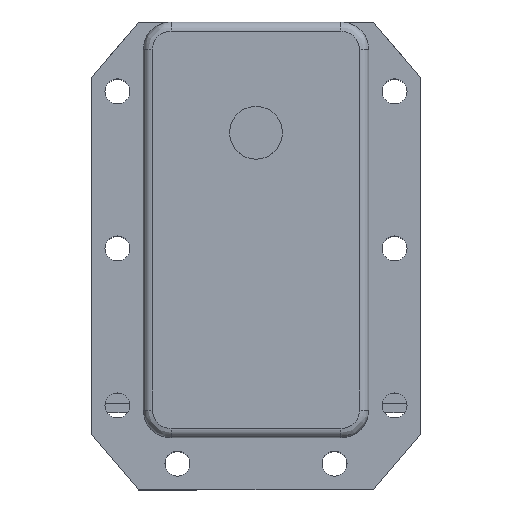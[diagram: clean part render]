
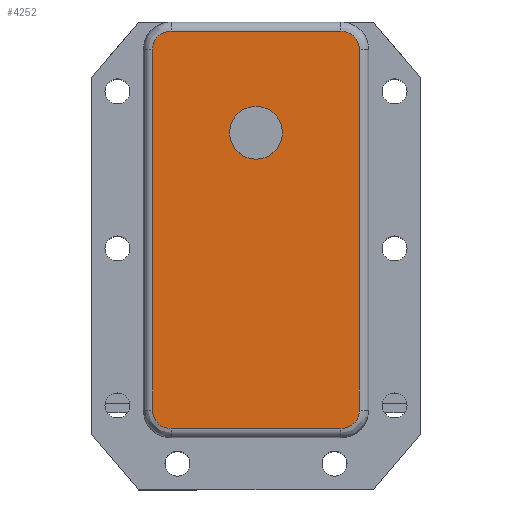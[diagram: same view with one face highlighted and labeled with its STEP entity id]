
A CAD part, top view. The second image highlights one B-rep face of the part: STEP entity #4252.
In plain terms, the highlighted planar face has unit normal (0, 0, 1).
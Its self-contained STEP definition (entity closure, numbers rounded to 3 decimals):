
#129 = CARTESIAN_POINT ( 'NONE',  ( -11.2, -30., 17.75 ) ) ;
#222 = VERTEX_POINT ( 'NONE', #2945 ) ;
#375 = CARTESIAN_POINT ( 'NONE',  ( -2.85, 0., 17.75 ) ) ;
#379 = CARTESIAN_POINT ( 'NONE',  ( -9.723, 10.948, 17.75 ) ) ;
#505 = ORIENTED_EDGE ( 'NONE', *, *, #833, .T. ) ;
#593 = VERTEX_POINT ( 'NONE', #7102 ) ;
#730 = CARTESIAN_POINT ( 'NONE',  ( 11.2, -30., 17.75 ) ) ;
#742 = CARTESIAN_POINT ( 'NONE',  ( -10.799, -31.229, 17.75 ) ) ;
#816 = CARTESIAN_POINT ( 'NONE',  ( 10.429, -31.599, 17.75 ) ) ;
#833 = EDGE_CURVE ( 'NONE', #3218, #1631, #1091, .T. ) ;
#1062 = CARTESIAN_POINT ( 'NONE',  ( -11.648, -32.86, 17.75 ) ) ;
#1091 = B_SPLINE_CURVE_WITH_KNOTS ( 'NONE', 3,
 ( #9451, #7671, #4974, #5805, #742, #10125, #3453, #6677, #7566, #4204 ),
 .UNSPECIFIED., .F., .F.,
 ( 4, 2, 2, 2, 4 ),
 ( 0., 0.25, 0.5, 0.75, 1. ),
 .UNSPECIFIED. ) ;
#1511 = CARTESIAN_POINT ( 'NONE',  ( 10.207, -31.748, 17.75 ) ) ;
#1583 = EDGE_CURVE ( 'NONE', #5514, #7801, #9603, .T. ) ;
#1631 = VERTEX_POINT ( 'NONE', #3043 ) ;
#1696 = ORIENTED_EDGE ( 'NONE', *, *, #7015, .T. ) ;
#1801 = CARTESIAN_POINT ( 'NONE',  ( -11.2, -10.5, 17.75 ) ) ;
#1826 = EDGE_CURVE ( 'NONE', #10211, #5514, #2748, .T. ) ;
#1891 = DIRECTION ( 'NONE',  ( 1., 0., 0. ) ) ;
#2045 = CIRCLE ( 'NONE', #5201, 2.85 ) ;
#2161 = EDGE_LOOP ( 'NONE', ( #5027, #8887, #4759, #8615, #1696, #3425, #505, #6410 ) ) ;
#2339 = DIRECTION ( 'NONE',  ( -1., 0., 0. ) ) ;
#2368 = CARTESIAN_POINT ( 'NONE',  ( 11.2, 9.262, 17.75 ) ) ;
#2369 = CARTESIAN_POINT ( 'NONE',  ( 9.462, -32., 17.75 ) ) ;
#2444 = CARTESIAN_POINT ( 'NONE',  ( 0., -32., 17.75 ) ) ;
#2480 = CARTESIAN_POINT ( 'NONE',  ( 10.799, -31.229, 17.75 ) ) ;
#2663 = DIRECTION ( 'NONE',  ( 0., -1., 0. ) ) ;
#2748 = B_SPLINE_CURVE_WITH_KNOTS ( 'NONE', 3,
 ( #4918, #2368, #6669, #3977, #3262, #8359, #7553, #9138, #9228, #4050 ),
 .UNSPECIFIED., .F., .F.,
 ( 4, 2, 2, 2, 4 ),
 ( 0., 0.25, 0.5, 0.75, 1. ),
 .UNSPECIFIED. ) ;
#2808 = LINE ( 'NONE', #2444, #4884 ) ;
#2931 = DIRECTION ( 'NONE',  ( 1., 0., 0. ) ) ;
#2945 = CARTESIAN_POINT ( 'NONE',  ( 2.85, 0., 17.75 ) ) ;
#3043 = CARTESIAN_POINT ( 'NONE',  ( -9.2, -32., 17.75 ) ) ;
#3218 = VERTEX_POINT ( 'NONE', #129 ) ;
#3225 = CARTESIAN_POINT ( 'NONE',  ( 11.2, 9., 17.75 ) ) ;
#3231 = DIRECTION ( 'NONE',  ( 1., 0., 0. ) ) ;
#3262 = CARTESIAN_POINT ( 'NONE',  ( 10.799, 10.229, 17.75 ) ) ;
#3409 = CARTESIAN_POINT ( 'NONE',  ( 9.2, 11., 17.75 ) ) ;
#3425 = ORIENTED_EDGE ( 'NONE', *, *, #3541, .T. ) ;
#3453 = CARTESIAN_POINT ( 'NONE',  ( -10.207, -31.747, 17.75 ) ) ;
#3541 = EDGE_CURVE ( 'NONE', #593, #3218, #6710, .T. ) ;
#3709 = VERTEX_POINT ( 'NONE', #8801 ) ;
#3715 = AXIS2_PLACEMENT_3D ( 'NONE', #1062, #7005, #1891 ) ;
#3743 = CARTESIAN_POINT ( 'NONE',  ( 11.2, -30., 17.75 ) ) ;
#3789 = VERTEX_POINT ( 'NONE', #3743 ) ;
#3977 = CARTESIAN_POINT ( 'NONE',  ( 10.948, 10.007, 17.75 ) ) ;
#4050 = CARTESIAN_POINT ( 'NONE',  ( 9.2, 11., 17.75 ) ) ;
#4147 = CARTESIAN_POINT ( 'NONE',  ( 11.2, -30.263, 17.75 ) ) ;
#4204 = CARTESIAN_POINT ( 'NONE',  ( -9.2, -32., 17.75 ) ) ;
#4252 = ADVANCED_FACE ( 'NONE', ( #11068, #8786 ), #6108, .T. ) ;
#4373 = CARTESIAN_POINT ( 'NONE',  ( 11.2, -10.5, 17.75 ) ) ;
#4543 = CARTESIAN_POINT ( 'NONE',  ( 0., 0., 17.75 ) ) ;
#4554 = ORIENTED_EDGE ( 'NONE', *, *, #9961, .T. ) ;
#4601 = DIRECTION ( 'NONE',  ( 0., 0., -1. ) ) ;
#4617 = CARTESIAN_POINT ( 'NONE',  ( -10.799, 10.229, 17.75 ) ) ;
#4759 = ORIENTED_EDGE ( 'NONE', *, *, #1826, .T. ) ;
#4884 = VECTOR ( 'NONE', #3231, 1000. ) ;
#4891 = CARTESIAN_POINT ( 'NONE',  ( 9.2, -32., 17.75 ) ) ;
#4918 = CARTESIAN_POINT ( 'NONE',  ( 11.2, 9., 17.75 ) ) ;
#4974 = CARTESIAN_POINT ( 'NONE',  ( -11.148, -30.523, 17.75 ) ) ;
#5027 = ORIENTED_EDGE ( 'NONE', *, *, #10179, .T. ) ;
#5201 = AXIS2_PLACEMENT_3D ( 'NONE', #5336, #4601, #10650 ) ;
#5324 = DIRECTION ( 'NONE',  ( 0., 1., 0. ) ) ;
#5336 = CARTESIAN_POINT ( 'NONE',  ( 0., 0., 17.75 ) ) ;
#5466 = CARTESIAN_POINT ( 'NONE',  ( -9.2, 11., 17.75 ) ) ;
#5514 = VERTEX_POINT ( 'NONE', #3409 ) ;
#5580 = CARTESIAN_POINT ( 'NONE',  ( -9.462, 11., 17.75 ) ) ;
#5805 = CARTESIAN_POINT ( 'NONE',  ( -10.948, -31.007, 17.75 ) ) ;
#5835 = EDGE_LOOP ( 'NONE', ( #6106, #4554 ) ) ;
#5894 = EDGE_CURVE ( 'NONE', #3789, #10211, #10617, .T. ) ;
#6106 = ORIENTED_EDGE ( 'NONE', *, *, #8111, .T. ) ;
#6108 = PLANE ( 'NONE',  #3715 ) ;
#6322 = CARTESIAN_POINT ( 'NONE',  ( -11.2, 9., 17.75 ) ) ;
#6399 = CARTESIAN_POINT ( 'NONE',  ( -11.2, 9.263, 17.75 ) ) ;
#6410 = ORIENTED_EDGE ( 'NONE', *, *, #6900, .T. ) ;
#6532 = B_SPLINE_CURVE_WITH_KNOTS ( 'NONE', 3,
 ( #5466, #5580, #379, #9050, #7206, #4617, #7272, #10674, #6399, #6322 ),
 .UNSPECIFIED., .F., .F.,
 ( 4, 2, 2, 2, 4 ),
 ( 0., 0.25, 0.5, 0.75, 1. ),
 .UNSPECIFIED. ) ;
#6669 = CARTESIAN_POINT ( 'NONE',  ( 11.148, 9.523, 17.75 ) ) ;
#6677 = CARTESIAN_POINT ( 'NONE',  ( -9.723, -31.948, 17.75 ) ) ;
#6710 = LINE ( 'NONE', #1801, #11027 ) ;
#6900 = EDGE_CURVE ( 'NONE', #1631, #3709, #2808, .T. ) ;
#7005 = DIRECTION ( 'NONE',  ( 0., 0., 1. ) ) ;
#7015 = EDGE_CURVE ( 'NONE', #7801, #593, #6532, .T. ) ;
#7102 = CARTESIAN_POINT ( 'NONE',  ( -11.2, 9., 17.75 ) ) ;
#7206 = CARTESIAN_POINT ( 'NONE',  ( -10.429, 10.599, 17.75 ) ) ;
#7272 = CARTESIAN_POINT ( 'NONE',  ( -10.947, 10.007, 17.75 ) ) ;
#7428 = B_SPLINE_CURVE_WITH_KNOTS ( 'NONE', 3,
 ( #4891, #2369, #11010, #1511, #816, #2480, #8361, #10046, #4147, #730 ),
 .UNSPECIFIED., .F., .F.,
 ( 4, 2, 2, 2, 4 ),
 ( 0., 0.25, 0.5, 0.75, 1. ),
 .UNSPECIFIED. ) ;
#7429 = VECTOR ( 'NONE', #2339, 1000. ) ;
#7553 = CARTESIAN_POINT ( 'NONE',  ( 10.207, 10.747, 17.75 ) ) ;
#7566 = CARTESIAN_POINT ( 'NONE',  ( -9.463, -32., 17.75 ) ) ;
#7671 = CARTESIAN_POINT ( 'NONE',  ( -11.2, -30.262, 17.75 ) ) ;
#7801 = VERTEX_POINT ( 'NONE', #8730 ) ;
#7852 = CIRCLE ( 'NONE', #10428, 2.85 ) ;
#8037 = DIRECTION ( 'NONE',  ( 0., 0., -1. ) ) ;
#8111 = EDGE_CURVE ( 'NONE', #222, #9355, #7852, .T. ) ;
#8359 = CARTESIAN_POINT ( 'NONE',  ( 10.429, 10.599, 17.75 ) ) ;
#8361 = CARTESIAN_POINT ( 'NONE',  ( 10.947, -31.007, 17.75 ) ) ;
#8615 = ORIENTED_EDGE ( 'NONE', *, *, #1583, .T. ) ;
#8730 = CARTESIAN_POINT ( 'NONE',  ( -9.2, 11., 17.75 ) ) ;
#8786 = FACE_OUTER_BOUND ( 'NONE', #2161, .T. ) ;
#8801 = CARTESIAN_POINT ( 'NONE',  ( 9.2, -32., 17.75 ) ) ;
#8887 = ORIENTED_EDGE ( 'NONE', *, *, #5894, .T. ) ;
#9050 = CARTESIAN_POINT ( 'NONE',  ( -10.207, 10.748, 17.75 ) ) ;
#9138 = CARTESIAN_POINT ( 'NONE',  ( 9.723, 10.948, 17.75 ) ) ;
#9228 = CARTESIAN_POINT ( 'NONE',  ( 9.463, 11., 17.75 ) ) ;
#9268 = CARTESIAN_POINT ( 'NONE',  ( 0., 11., 17.75 ) ) ;
#9355 = VERTEX_POINT ( 'NONE', #375 ) ;
#9451 = CARTESIAN_POINT ( 'NONE',  ( -11.2, -30., 17.75 ) ) ;
#9603 = LINE ( 'NONE', #9268, #7429 ) ;
#9812 = VECTOR ( 'NONE', #5324, 1000. ) ;
#9961 = EDGE_CURVE ( 'NONE', #9355, #222, #2045, .T. ) ;
#10046 = CARTESIAN_POINT ( 'NONE',  ( 11.148, -30.523, 17.75 ) ) ;
#10125 = CARTESIAN_POINT ( 'NONE',  ( -10.429, -31.599, 17.75 ) ) ;
#10179 = EDGE_CURVE ( 'NONE', #3709, #3789, #7428, .T. ) ;
#10211 = VERTEX_POINT ( 'NONE', #3225 ) ;
#10428 = AXIS2_PLACEMENT_3D ( 'NONE', #4543, #8037, #2931 ) ;
#10617 = LINE ( 'NONE', #4373, #9812 ) ;
#10650 = DIRECTION ( 'NONE',  ( 1., 0., 0. ) ) ;
#10674 = CARTESIAN_POINT ( 'NONE',  ( -11.148, 9.523, 17.75 ) ) ;
#11010 = CARTESIAN_POINT ( 'NONE',  ( 9.723, -31.948, 17.75 ) ) ;
#11027 = VECTOR ( 'NONE', #2663, 1000. ) ;
#11068 = FACE_BOUND ( 'NONE', #5835, .T. ) ;
